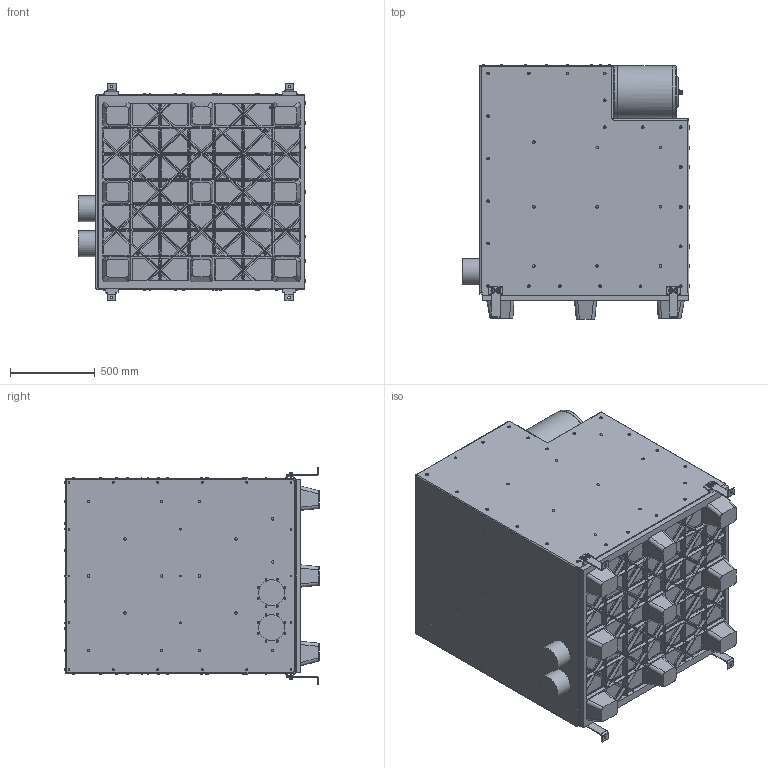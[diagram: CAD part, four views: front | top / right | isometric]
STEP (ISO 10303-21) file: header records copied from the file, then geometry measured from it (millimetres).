
FILE_DESCRIPTION(/* description */ (''),/* implementation_level */ '2;1');
FILE_NAME(/* name */ 'CAVxxxxx034A.stp',/* time_stamp */ '2018-03-19T08:07:07-04:00',/* author */ ('James'),/* organization */ (''),/* preprocessor_version */ 'ST-DEVELOPER v16.5',/* originating_system */ 'Autodesk Inventor 2017',/* authorisation */ '');
FILE_SCHEMA (('AUTOMOTIVE_DESIGN { 1 0 10303 214 3 1 1 }'));
Length unit declared in the file: inch
Products named in the file (1): CAVxxxxx034A
Bounding box: 1341.73 x 1500.94 x 1282.7 mm (x, y, z)
Volume: 1849556223.6 mm3; surface area: 11851852.3 mm2
Topology: 1 solids, 2 shells, 3068 faces, 7227 edges, 4803 vertices
Faces by surface type: plane 1986, cylinder 536, sphere 202, cone 188, bspline 104, torus 52
Full cylindrical faces by diameter (mm): 0.254 x3, 2.54 x3, 3.048 x3, 7.137 x3, 9.525 x26, 11.1 x70, 11.125 x9, 13.894 x4, 14.3 x4, 15.088 x61, 16.662 x58, 17.272 x5, 25.4 x12, 152.4 x2, 304.8 x2, 308.61 x2, 309.88 x2, 310.896 x2
Entity records: 141836 total; most frequent: CARTESIAN_POINT 72812, DIRECTION 13432, ORIENTED_EDGE 13392, EDGE_CURVE 6678, VERTEX_POINT 4583, AXIS2_PLACEMENT_3D 4494, LINE 4444, VECTOR 4444
